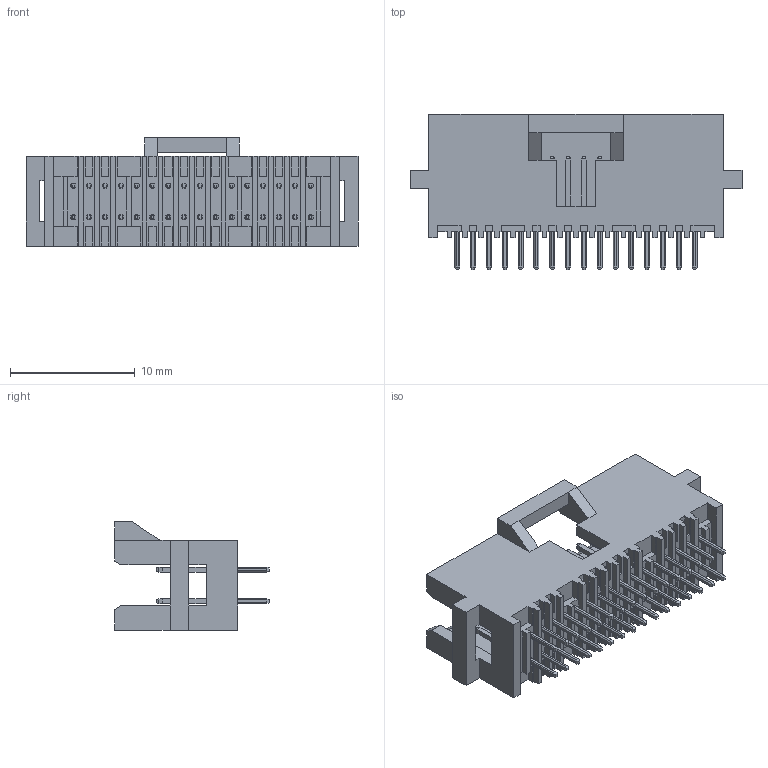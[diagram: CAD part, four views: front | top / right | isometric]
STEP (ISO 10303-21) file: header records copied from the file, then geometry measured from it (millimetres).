
FILE_DESCRIPTION( ('This file contains a STEP AP42 implementation' ,'as created by ZW3D STEP Interface translator.') ,'2;1' );
FILE_NAME( 'WF1271-2WSH16BT0.stp' ,'24 1 2.17 728', (''), ('ZWCAD Software Co.'), 'Version 1.0', 'ZW3D to STEP translator', '' );
FILE_SCHEMA(('AUTOMOTIVE_DESIGN { 1 0 10303 214 1 1 1 1 }'));
Length unit declared in the file: millimetre
Products named in the file (2): 0; WF1271-2WSH16BT0
Bounding box: 26.65 x 12.44 x 8.7 mm (x, y, z)
Volume: 776.4 mm3; surface area: 1805.2 mm2
Topology: 1 solids, 1 shells, 1005 faces, 3017 edges, 2072 vertices
Faces by surface type: plane 941, cylinder 64
Entity records: 43101 total; most frequent: CARTESIAN_POINT 19682, ORIENTED_EDGE 6034, EDGE_CURVE 3017, DIRECTION 2542, B_SPLINE_CURVE_WITH_KNOTS 2487, VERTEX_POINT 2072, EDGE_LOOP 1069, AXIS2_PLACEMENT_3D 1006
